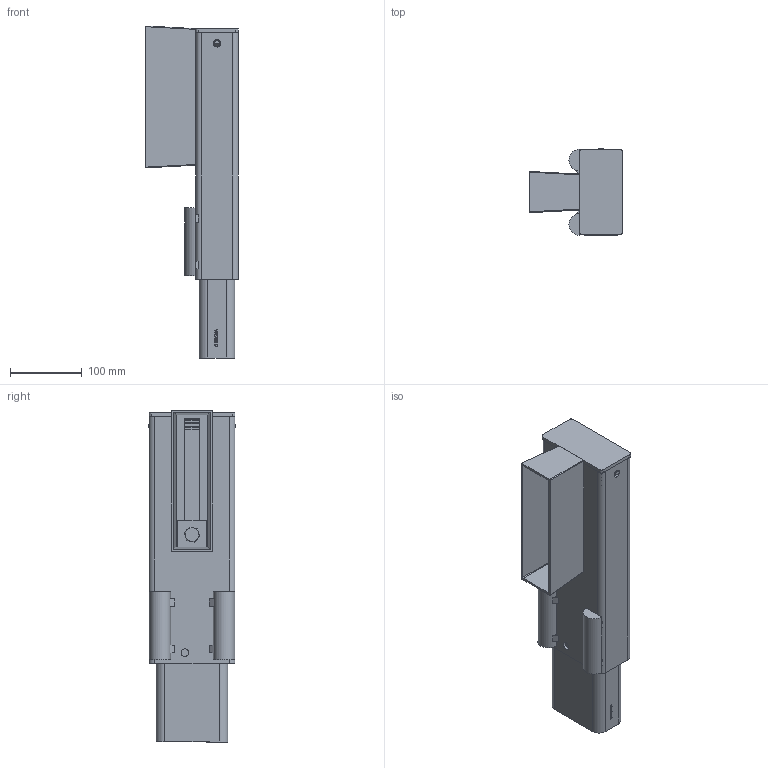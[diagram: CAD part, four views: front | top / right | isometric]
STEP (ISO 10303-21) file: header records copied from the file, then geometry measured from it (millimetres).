
FILE_DESCRIPTION(/* description */ (''),/* implementation_level */ '2;1');
FILE_NAME(/* name */ 'RVK 101.stp',/* time_stamp */ '2019-03-04T11:37:03+01:00',/* author */ ('Bruker'),/* organization */ (''),/* preprocessor_version */ 'ST-DEVELOPER v17',/* originating_system */ 'Autodesk Inventor 2018',/* authorisation */ '');
FILE_SCHEMA (('AUTOMOTIVE_DESIGN { 1 0 10303 214 3 1 1 }'));
Length unit declared in the file: millimetre
Products named in the file (9): RVK 101G; RVK 101G_1; RVK 101-1 Ytterrør; RVK 101-2_Innerrør; DIN 933 - M12  x 40; RVK 101-6 Halvrundtstål; TSS 100-3 Plast-lokk; RVK 75P-5 Firkantskive; RVK 75P-3 Plast trau E
Assembly tree (9 placements, depth 2):
  RVK 101G
    RVK 101G_1
    RVK 101-1 Ytterrør
    RVK 101-2_Innerrør
    DIN 933 - M12  x 40
    RVK 101-6 Halvrundtstål  x2
    TSS 100-3 Plast-lokk
    RVK 75P-5 Firkantskive
    RVK 75P-3 Plast trau E
Bounding box: 130 x 122 x 464.17 mm (x, y, z)
Volume: 1144765.3 mm3; surface area: 519637.7 mm2
Topology: 16 solids, 16 shells, 423 faces, 1056 edges, 684 vertices
Faces by surface type: plane 291, bspline 64, cylinder 59, cone 8, torus 1
Full cylindrical faces by diameter (mm): 10.106 x1, 10.5 x3, 11.053 x1, 12 x1, 14 x1, 17.2 x1
Entity records: 13485 total; most frequent: CARTESIAN_POINT 3223, ORIENTED_EDGE 2100, DIRECTION 1799, EDGE_CURVE 1050, LINE 769, VECTOR 769, VERTEX_POINT 680, AXIS2_PLACEMENT_3D 515
